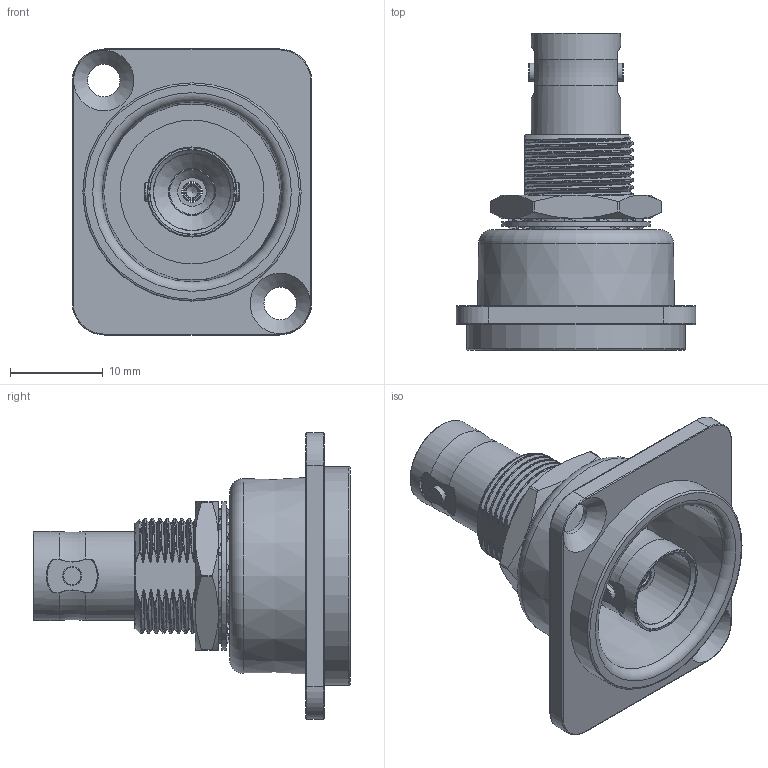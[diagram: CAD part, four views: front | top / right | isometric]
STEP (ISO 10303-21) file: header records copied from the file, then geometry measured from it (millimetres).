
FILE_DESCRIPTION(/* description */ (''),/* implementation_level */ '2;1');
FILE_NAME(/* name */ 'CP30124 + CP30126 INS BNC 75 ohm.stp',/* time_stamp */ '2017-09-11T09:51:06+01:00',/* author */ ('tottley'),/* organization */ (''),/* preprocessor_version */ 'ST-DEVELOPER v16.1',/* originating_system */ 'Autodesk Inventor 2016',/* authorisation */ '');
FILE_SCHEMA (('AUTOMOTIVE_DESIGN { 1 0 10303 214 3 1 1 }'));
Products named in the file (1): CP30124 + CP30126 INS BNC 75 ohm
Bounding box: 25.8 x 34.2 x 30.8 mm (x, y, z)
Volume: 4191.7 mm3; surface area: 6783.1 mm2
Topology: 3 solids, 3 shells, 642 faces, 1586 edges, 950 vertices
Faces by surface type: bspline 246, cylinder 176, plane 93, torus 60, sphere 37, cone 30
Full cylindrical faces by diameter (mm): 1.3 x2, 1.95 x4, 2 x1, 2.2 x1, 3.1 x2, 3.5 x2, 4.8 x2, 5 x2, 6.8 x1, 7 x1, 8.3 x2, 9.6 x4, 15.5 x1, 16 x1, 23.5 x1
Entity records: 61319 total; most frequent: CARTESIAN_POINT 48280, ORIENTED_EDGE 2956, DIRECTION 2294, EDGE_CURVE 1478, AXIS2_PLACEMENT_3D 989, VERTEX_POINT 921, EDGE_LOOP 759, FACE_OUTER_BOUND 641
